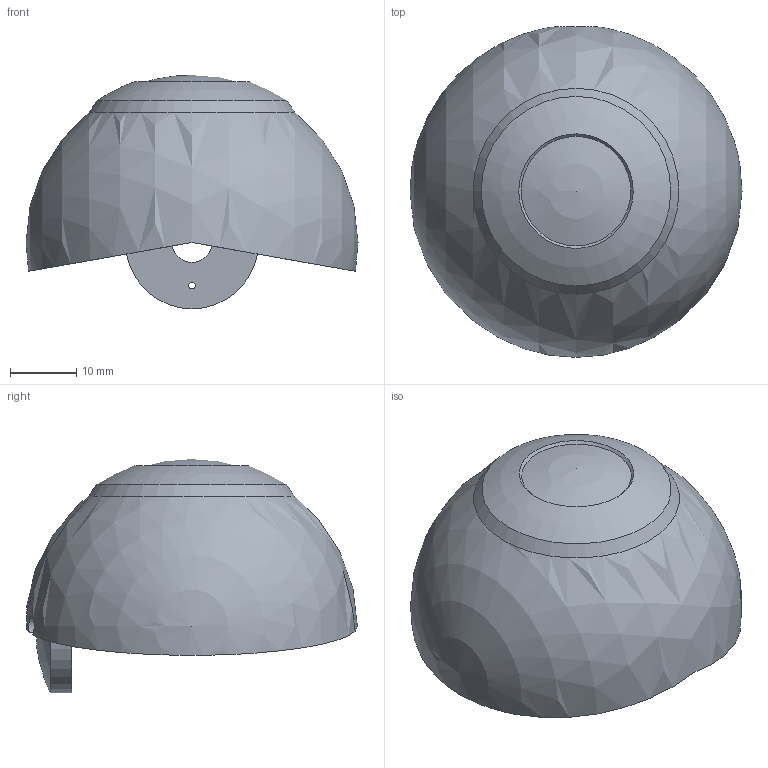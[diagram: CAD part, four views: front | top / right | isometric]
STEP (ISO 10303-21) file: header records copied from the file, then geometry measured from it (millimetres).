
FILE_DESCRIPTION(/* description */ (''),/* implementation_level */ '2;1');
FILE_NAME(/* name */ 'Eyeball-ASV v17.step',/* time_stamp */ '2019-11-07T17:15:46+09:00',/* author */ (''),/* organization */ (''),/* preprocessor_version */ 'ST-DEVELOPER v18',/* originating_system */ 'Autodesk Translation Framework v8.6.0.1094',/* authorisation */ '');
FILE_SCHEMA (('AUTOMOTIVE_DESIGN { 1 0 10303 214 3 1 1 }'));
Length unit declared in the file: millimetre
Products named in the file (1): Eyeball-ASV
Bounding box: 50 x 49.82 x 35.2 mm (x, y, z)
Volume: 8935.3 mm3; surface area: 10333.4 mm2
Topology: 1 solids, 1 shells, 44 faces, 137 edges, 90 vertices
Faces by surface type: plane 20, cylinder 13, sphere 9, cone 2
Full cylindrical faces by diameter (mm): 0.5 x2, 1 x3, 3 x3, 6 x1, 20 x1
Entity records: 1755 total; most frequent: CARTESIAN_POINT 453, DIRECTION 281, ORIENTED_EDGE 264, EDGE_CURVE 132, AXIS2_PLACEMENT_3D 122, VERTEX_POINT 90, CIRCLE 77, EDGE_LOOP 56
